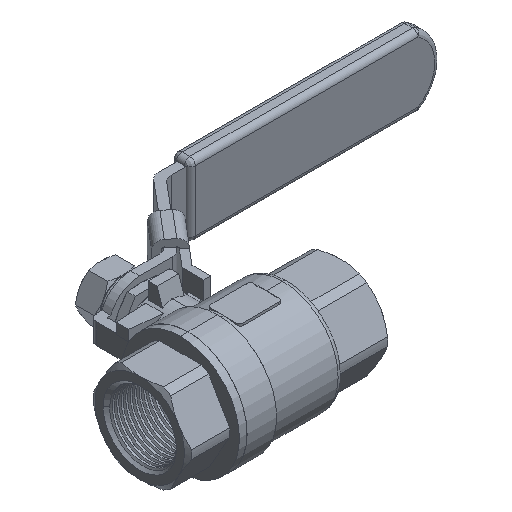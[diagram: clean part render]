
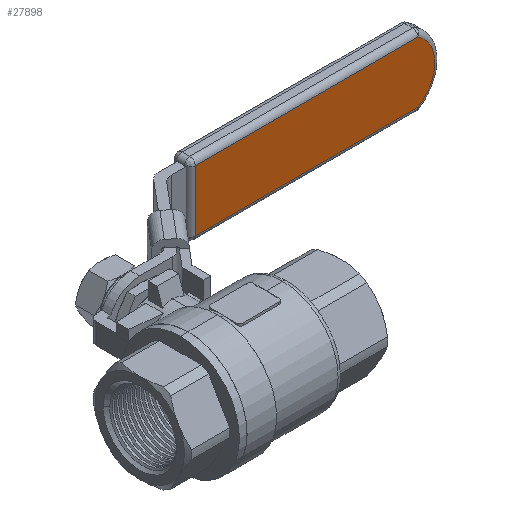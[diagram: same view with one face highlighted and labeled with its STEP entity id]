
A CAD part, isometric view. The second image highlights one B-rep face of the part: STEP entity #27898.
In plain terms, the highlighted planar face has unit normal (0, -1, 0).
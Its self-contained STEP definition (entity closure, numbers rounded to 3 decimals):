
#1490 = VERTEX_POINT ( 'NONE', #22367 ) ;
#2340 = ORIENTED_EDGE ( 'NONE', *, *, #27155, .F. ) ;
#6005 = EDGE_CURVE ( 'NONE', #28562, #31791, #21169, .T. ) ;
#7241 = AXIS2_PLACEMENT_3D ( 'NONE', #25643, #15067, #25538 ) ;
#8104 = VERTEX_POINT ( 'NONE', #9949 ) ;
#8271 = CARTESIAN_POINT ( 'NONE',  ( 28.768, 0., -8.5 ) ) ;
#8618 = VECTOR ( 'NONE', #34097, 1000. ) ;
#8812 = ORIENTED_EDGE ( 'NONE', *, *, #23256, .F. ) ;
#9610 = FACE_OUTER_BOUND ( 'NONE', #25719, .T. ) ;
#9949 = CARTESIAN_POINT ( 'NONE',  ( -33.5, 0., 8.5 ) ) ;
#10022 = CARTESIAN_POINT ( 'NONE',  ( 35.804, 0., -4.139 ) ) ;
#13560 = ORIENTED_EDGE ( 'NONE', *, *, #19135, .F. ) ;
#15067 = DIRECTION ( 'NONE',  ( 0., 1., 0. ) ) ;
#15115 = CARTESIAN_POINT ( 'NONE',  ( 28.768, 0., 8.5 ) ) ;
#16342 = LINE ( 'NONE', #17124, #33679 ) ;
#17124 = CARTESIAN_POINT ( 'NONE',  ( 23.5, 0., 8.5 ) ) ;
#19135 = EDGE_CURVE ( 'NONE', #1490, #8104, #20968, .T. ) ;
#20220 = CARTESIAN_POINT ( 'NONE',  ( 28.768, 0., 8.5 ) ) ;
#20507 = CARTESIAN_POINT ( 'NONE',  ( 35.804, 0., 4.139 ) ) ;
#20968 = LINE ( 'NONE', #33982, #8618 ) ;
#21169 =( BOUNDED_CURVE ( )  B_SPLINE_CURVE ( 3, ( #15115, #20507, #10022, #33865 ),
 .UNSPECIFIED., .F., .T. ) 
 B_SPLINE_CURVE_WITH_KNOTS ( ( 4, 4 ),
 ( 0., 1. ),
 .UNSPECIFIED. ) 
 CURVE ( )  GEOMETRIC_REPRESENTATION_ITEM ( )  RATIONAL_B_SPLINE_CURVE ( ( 1., 0.685, 0.685, 1. ) ) 
 REPRESENTATION_ITEM ( '' )  );
#21565 = VECTOR ( 'NONE', #22004, 1000. ) ;
#22004 = DIRECTION ( 'NONE',  ( -1., 0., 0. ) ) ;
#22367 = CARTESIAN_POINT ( 'NONE',  ( -33.5, 0., -8.5 ) ) ;
#23256 = EDGE_CURVE ( 'NONE', #8104, #28562, #16342, .T. ) ;
#24714 = PLANE ( 'NONE',  #7241 ) ;
#25538 = DIRECTION ( 'NONE',  ( 0., 0., 1. ) ) ;
#25643 = CARTESIAN_POINT ( 'NONE',  ( 23.5, 0., 0. ) ) ;
#25719 = EDGE_LOOP ( 'NONE', ( #2340, #27013, #8812, #13560 ) ) ;
#26728 = CARTESIAN_POINT ( 'NONE',  ( 23.5, 0., -8.5 ) ) ;
#26774 = DIRECTION ( 'NONE',  ( 1., 0., 0. ) ) ;
#27013 = ORIENTED_EDGE ( 'NONE', *, *, #6005, .F. ) ;
#27155 = EDGE_CURVE ( 'NONE', #31791, #1490, #33547, .T. ) ;
#27898 = ADVANCED_FACE ( 'NONE', ( #9610 ), #24714, .F. ) ;
#28562 = VERTEX_POINT ( 'NONE', #20220 ) ;
#31791 = VERTEX_POINT ( 'NONE', #8271 ) ;
#33547 = LINE ( 'NONE', #26728, #21565 ) ;
#33679 = VECTOR ( 'NONE', #26774, 1000. ) ;
#33865 = CARTESIAN_POINT ( 'NONE',  ( 28.768, 0., -8.5 ) ) ;
#33982 = CARTESIAN_POINT ( 'NONE',  ( -33.5, 0., 0. ) ) ;
#34097 = DIRECTION ( 'NONE',  ( 0., 0., 1. ) ) ;
